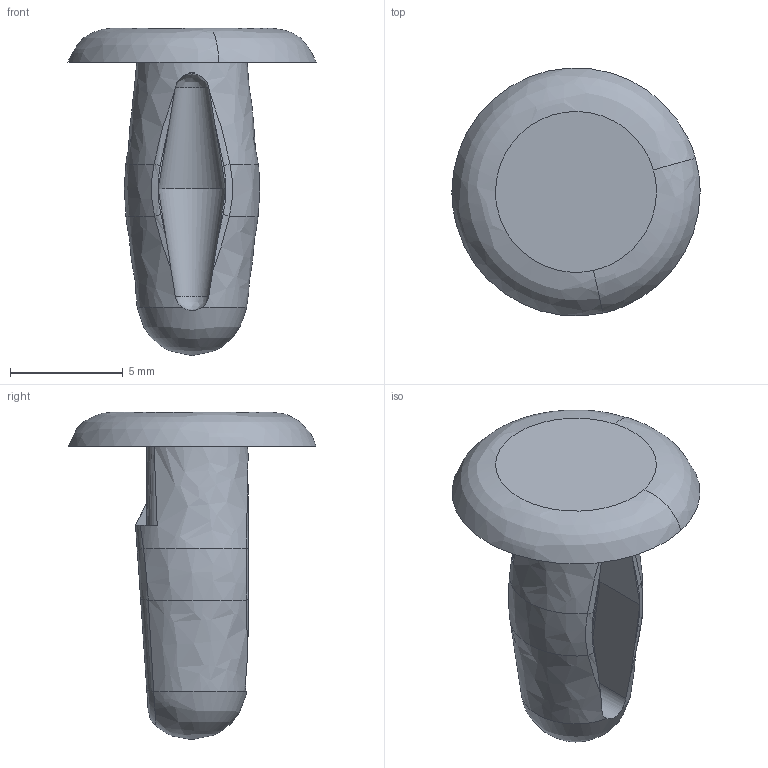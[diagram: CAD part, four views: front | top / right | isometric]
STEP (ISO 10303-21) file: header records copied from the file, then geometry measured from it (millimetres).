
FILE_DESCRIPTION((''),'2;1');
FILE_NAME('','2006-01-17T10:05:05',(''),(''),'','CADfix','');
FILE_SCHEMA(('AUTOMOTIVE_DESIGN'));
Length unit declared in the file: millimetre
Products named in the file (1): fastener
Bounding box: 11 x 10.98 x 14.5 mm (x, y, z)
Volume: 306.9 mm3; surface area: 484.1 mm2
Topology: 1 solids, 1 shells, 52 faces, 133 edges, 84 vertices
Faces by surface type: bspline 52
Entity records: 2661 total; most frequent: CARTESIAN_POINT 1843, ORIENTED_EDGE 266, EDGE_CURVE 133, B_SPLINE_CURVE_WITH_KNOTS 87, VERTEX_POINT 84, EDGE_LOOP 53, FACE_OUTER_BOUND 52, ADVANCED_FACE 52
